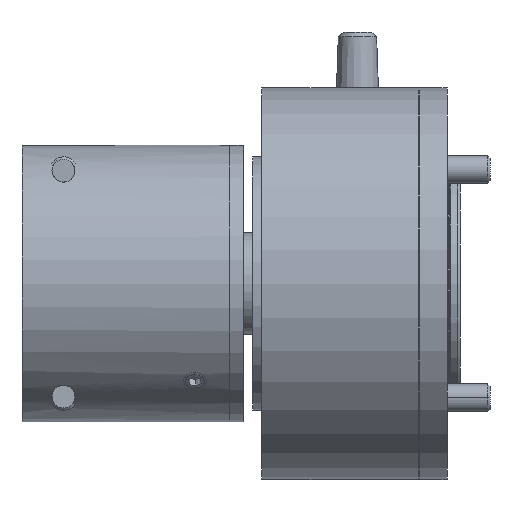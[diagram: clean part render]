
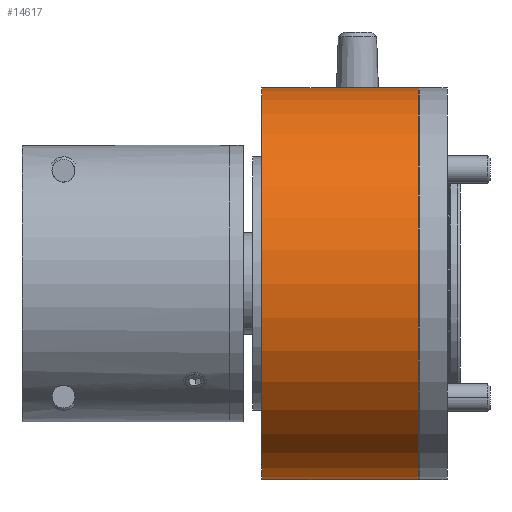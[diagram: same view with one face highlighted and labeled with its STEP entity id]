
A CAD part, front view. The second image highlights one B-rep face of the part: STEP entity #14617.
In plain terms, the highlighted cylindrical face has radius 42.5 mm (diameter 85 mm), a partial arc.
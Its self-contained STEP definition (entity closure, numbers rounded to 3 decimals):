
#798 = AXIS2_PLACEMENT_3D ( 'NONE', #7992, #13856, #9255 ) ;
#1177 = CYLINDRICAL_SURFACE ( 'NONE', #13048, 42.5 ) ;
#1733 = CIRCLE ( 'NONE', #8190, 42.5 ) ;
#2391 = CARTESIAN_POINT ( 'NONE',  ( 2.8, 0., 42.5 ) ) ;
#2450 = DIRECTION ( 'NONE',  ( 0., 0., 1. ) ) ;
#2850 = ORIENTED_EDGE ( 'NONE', *, *, #8132, .T. ) ;
#3039 = DIRECTION ( 'NONE',  ( -1., 0., 0. ) ) ;
#3168 = VERTEX_POINT ( 'NONE', #13727 ) ;
#4301 = CARTESIAN_POINT ( 'NONE',  ( 36.8, 0., -42.5 ) ) ;
#4364 = CARTESIAN_POINT ( 'NONE',  ( -39.259, 0., -42.5 ) ) ;
#4864 = CARTESIAN_POINT ( 'NONE',  ( -39.259, 0., 42.5 ) ) ;
#4976 = EDGE_CURVE ( 'NONE', #8596, #9789, #15083, .T. ) ;
#5072 = ORIENTED_EDGE ( 'NONE', *, *, #18142, .F. ) ;
#5862 = VECTOR ( 'NONE', #3039, 1000. ) ;
#6118 = LINE ( 'NONE', #4864, #7069 ) ;
#7069 = VECTOR ( 'NONE', #18665, 1000. ) ;
#7721 = ORIENTED_EDGE ( 'NONE', *, *, #11760, .T. ) ;
#7992 = CARTESIAN_POINT ( 'NONE',  ( 2.8, 0., 0. ) ) ;
#8132 = EDGE_CURVE ( 'NONE', #3168, #9789, #6118, .T. ) ;
#8190 = AXIS2_PLACEMENT_3D ( 'NONE', #13212, #19226, #8490 ) ;
#8490 = DIRECTION ( 'NONE',  ( 0., 0., 1. ) ) ;
#8495 = LINE ( 'NONE', #4364, #5862 ) ;
#8596 = VERTEX_POINT ( 'NONE', #9669 ) ;
#8847 = EDGE_LOOP ( 'NONE', ( #5072, #7721, #2850, #17299 ) ) ;
#9255 = DIRECTION ( 'NONE',  ( 0., 0., 1. ) ) ;
#9669 = CARTESIAN_POINT ( 'NONE',  ( 2.8, 0., -42.5 ) ) ;
#9789 = VERTEX_POINT ( 'NONE', #2391 ) ;
#9990 = CARTESIAN_POINT ( 'NONE',  ( -39.259, 0., 0. ) ) ;
#10234 = FACE_OUTER_BOUND ( 'NONE', #8847, .T. ) ;
#10476 = VERTEX_POINT ( 'NONE', #4301 ) ;
#11760 = EDGE_CURVE ( 'NONE', #10476, #3168, #1733, .T. ) ;
#13048 = AXIS2_PLACEMENT_3D ( 'NONE', #9990, #16232, #2450 ) ;
#13212 = CARTESIAN_POINT ( 'NONE',  ( 36.8, 0., 0. ) ) ;
#13727 = CARTESIAN_POINT ( 'NONE',  ( 36.8, 0., 42.5 ) ) ;
#13856 = DIRECTION ( 'NONE',  ( -1., 0., 0. ) ) ;
#14617 = ADVANCED_FACE ( 'NONE', ( #10234 ), #1177, .T. ) ;
#15083 = CIRCLE ( 'NONE', #798, 42.5 ) ;
#16232 = DIRECTION ( 'NONE',  ( -1., 0., 0. ) ) ;
#17299 = ORIENTED_EDGE ( 'NONE', *, *, #4976, .F. ) ;
#18142 = EDGE_CURVE ( 'NONE', #10476, #8596, #8495, .T. ) ;
#18665 = DIRECTION ( 'NONE',  ( -1., 0., 0. ) ) ;
#19226 = DIRECTION ( 'NONE',  ( -1., 0., 0. ) ) ;
